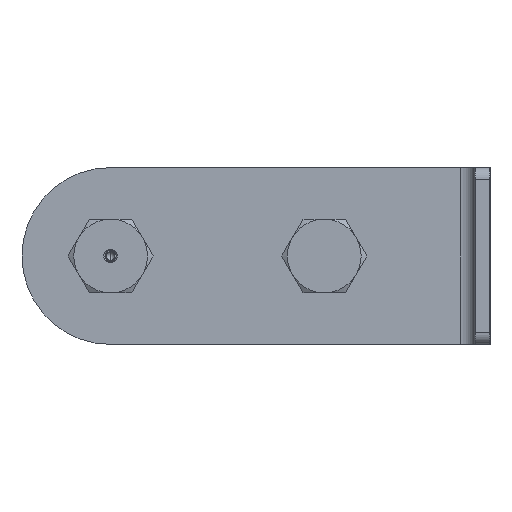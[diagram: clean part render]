
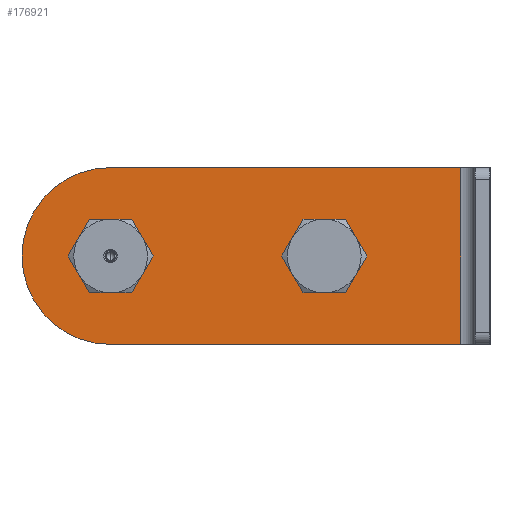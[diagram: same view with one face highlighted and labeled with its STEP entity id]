
A CAD part, left-side view. The second image highlights one B-rep face of the part: STEP entity #176921.
In plain terms, the highlighted planar face has unit normal (-1, 0, 0).
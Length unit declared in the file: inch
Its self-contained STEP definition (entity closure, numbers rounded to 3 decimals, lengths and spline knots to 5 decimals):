
#4713 = FACE_OUTER_BOUND ( 'NONE', #199108, .T. ) ;
#4723 = CARTESIAN_POINT ( 'NONE',  ( -10.75, 0., -0.45312 ) ) ;
#7880 = CARTESIAN_POINT ( 'NONE',  ( -10.75, -5.937, -1.5 ) ) ;
#10157 = ORIENTED_EDGE ( 'NONE', *, *, #203649, .F. ) ;
#14778 = VERTEX_POINT ( 'NONE', #17789 ) ;
#17789 = CARTESIAN_POINT ( 'NONE',  ( -10.75, -3.625, 0.45312 ) ) ;
#18934 = DIRECTION ( 'NONE',  ( -1., 0., 0. ) ) ;
#21159 = DIRECTION ( 'NONE',  ( -1., 0., 0. ) ) ;
#25242 = VECTOR ( 'NONE', #144464, 39.37008 ) ;
#28290 = DIRECTION ( 'NONE',  ( 0., 0., -1. ) ) ;
#28432 = AXIS2_PLACEMENT_3D ( 'NONE', #53598, #112114, #185795 ) ;
#30660 = CARTESIAN_POINT ( 'NONE',  ( -10.75, 0.003, 1.5 ) ) ;
#31982 = ORIENTED_EDGE ( 'NONE', *, *, #56506, .F. ) ;
#37965 = AXIS2_PLACEMENT_3D ( 'NONE', #201434, #89148, #28290 ) ;
#40414 = ORIENTED_EDGE ( 'NONE', *, *, #122272, .F. ) ;
#40736 = AXIS2_PLACEMENT_3D ( 'NONE', #96011, #18934, #76057 ) ;
#44598 = CARTESIAN_POINT ( 'NONE',  ( -10.75, 0.003, 0. ) ) ;
#45159 = CARTESIAN_POINT ( 'NONE',  ( -10.75, -5.937, 1.5 ) ) ;
#53598 = CARTESIAN_POINT ( 'NONE',  ( -10.75, 0., 0. ) ) ;
#56506 = EDGE_CURVE ( 'NONE', #196644, #126980, #183568, .T. ) ;
#60138 = LINE ( 'NONE', #45159, #105034 ) ;
#67822 = VERTEX_POINT ( 'NONE', #154345 ) ;
#68361 = LINE ( 'NONE', #106971, #25242 ) ;
#72716 = VERTEX_POINT ( 'NONE', #99957 ) ;
#76057 = DIRECTION ( 'NONE',  ( 0., 0., 1. ) ) ;
#78004 = AXIS2_PLACEMENT_3D ( 'NONE', #44598, #120595, #119356 ) ;
#79256 = EDGE_CURVE ( 'NONE', #158032, #67822, #68361, .T. ) ;
#80518 = CARTESIAN_POINT ( 'NONE',  ( -10.75, 0., 0.45312 ) ) ;
#80534 = PLANE ( 'NONE',  #37965 ) ;
#80787 = DIRECTION ( 'NONE',  ( 0., 0., 1. ) ) ;
#89148 = DIRECTION ( 'NONE',  ( 1., 0., 0. ) ) ;
#96011 = CARTESIAN_POINT ( 'NONE',  ( -10.75, -3.625, 0. ) ) ;
#97476 = EDGE_LOOP ( 'NONE', ( #10157, #31982 ) ) ;
#98735 = DIRECTION ( 'NONE',  ( 0., 1., 0. ) ) ;
#99957 = CARTESIAN_POINT ( 'NONE',  ( -10.75, 0.003, -1.5 ) ) ;
#100768 = CARTESIAN_POINT ( 'NONE',  ( -10.75, -3.625, 0. ) ) ;
#105034 = VECTOR ( 'NONE', #98735, 39.37008 ) ;
#106957 = EDGE_LOOP ( 'NONE', ( #139124, #149484 ) ) ;
#106971 = CARTESIAN_POINT ( 'NONE',  ( -10.75, -5.937, -1.5 ) ) ;
#112114 = DIRECTION ( 'NONE',  ( -1., 0., 0. ) ) ;
#112651 = VECTOR ( 'NONE', #150678, 39.37008 ) ;
#112757 = CARTESIAN_POINT ( 'NONE',  ( -10.75, -3.625, -0.45312 ) ) ;
#113860 = DIRECTION ( 'NONE',  ( 0., 0., 1. ) ) ;
#119356 = DIRECTION ( 'NONE',  ( 0., 0., 1. ) ) ;
#120595 = DIRECTION ( 'NONE',  ( 1., 0., 0. ) ) ;
#122272 = EDGE_CURVE ( 'NONE', #158032, #72716, #166967, .T. ) ;
#126980 = VERTEX_POINT ( 'NONE', #80518 ) ;
#134007 = EDGE_CURVE ( 'NONE', #72716, #222402, #157730, .T. ) ;
#135504 = CIRCLE ( 'NONE', #179367, 0.45312 ) ;
#138470 = ORIENTED_EDGE ( 'NONE', *, *, #134007, .F. ) ;
#139124 = ORIENTED_EDGE ( 'NONE', *, *, #155026, .F. ) ;
#139274 = ORIENTED_EDGE ( 'NONE', *, *, #174139, .T. ) ;
#139278 = EDGE_CURVE ( 'NONE', #192888, #14778, #227876, .T. ) ;
#144464 = DIRECTION ( 'NONE',  ( 0., 0., 1. ) ) ;
#148843 = DIRECTION ( 'NONE',  ( -1., 0., 0. ) ) ;
#149484 = ORIENTED_EDGE ( 'NONE', *, *, #139278, .F. ) ;
#150678 = DIRECTION ( 'NONE',  ( 0., 1., 0. ) ) ;
#154345 = CARTESIAN_POINT ( 'NONE',  ( -10.75, -5.937, 1.5 ) ) ;
#155026 = EDGE_CURVE ( 'NONE', #14778, #192888, #135504, .T. ) ;
#157730 = CIRCLE ( 'NONE', #78004, 1.5 ) ;
#158032 = VERTEX_POINT ( 'NONE', #7880 ) ;
#161395 = AXIS2_PLACEMENT_3D ( 'NONE', #171235, #148843, #113860 ) ;
#164516 = CARTESIAN_POINT ( 'NONE',  ( -10.75, -5.937, -1.5 ) ) ;
#166967 = LINE ( 'NONE', #164516, #112651 ) ;
#169400 = CIRCLE ( 'NONE', #161395, 0.45312 ) ;
#171235 = CARTESIAN_POINT ( 'NONE',  ( -10.75, 0., 0. ) ) ;
#174139 = EDGE_CURVE ( 'NONE', #67822, #222402, #60138, .T. ) ;
#175368 = FACE_BOUND ( 'NONE', #106957, .T. ) ;
#176921 = ADVANCED_FACE ( 'NONE', ( #175368, #177866, #4713 ), #80534, .F. ) ;
#177866 = FACE_BOUND ( 'NONE', #97476, .T. ) ;
#179367 = AXIS2_PLACEMENT_3D ( 'NONE', #100768, #21159, #80787 ) ;
#183568 = CIRCLE ( 'NONE', #28432, 0.45312 ) ;
#185795 = DIRECTION ( 'NONE',  ( 0., 0., 1. ) ) ;
#192888 = VERTEX_POINT ( 'NONE', #112757 ) ;
#196644 = VERTEX_POINT ( 'NONE', #4723 ) ;
#199108 = EDGE_LOOP ( 'NONE', ( #139274, #138470, #40414, #217723 ) ) ;
#201434 = CARTESIAN_POINT ( 'NONE',  ( -10.75, -5.937, -1.5 ) ) ;
#203649 = EDGE_CURVE ( 'NONE', #126980, #196644, #169400, .T. ) ;
#217723 = ORIENTED_EDGE ( 'NONE', *, *, #79256, .T. ) ;
#222402 = VERTEX_POINT ( 'NONE', #30660 ) ;
#227876 = CIRCLE ( 'NONE', #40736, 0.45312 ) ;
